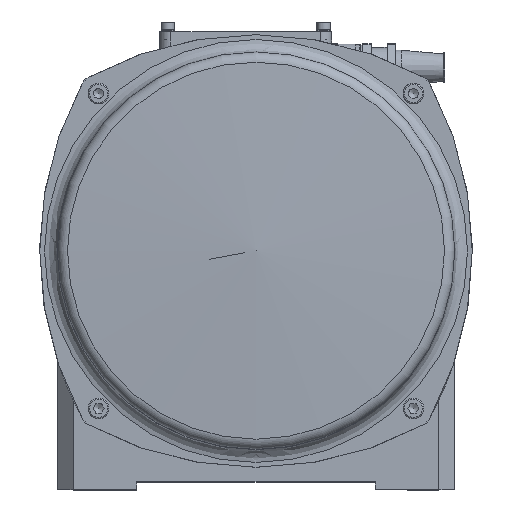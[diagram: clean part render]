
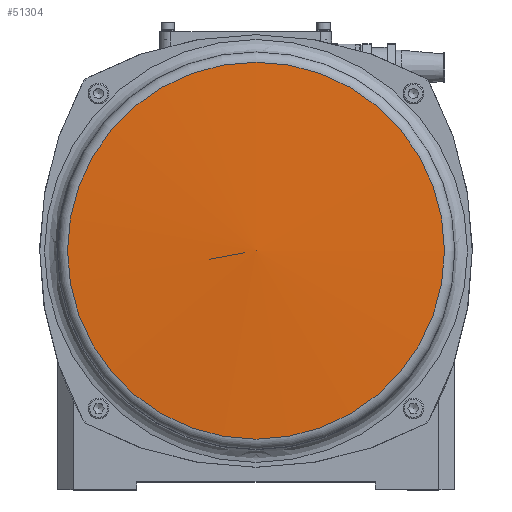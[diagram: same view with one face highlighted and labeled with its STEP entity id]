
A CAD part, top view. The second image highlights one B-rep face of the part: STEP entity #51304.
In plain terms, the highlighted spherical face has radius 1502 mm.
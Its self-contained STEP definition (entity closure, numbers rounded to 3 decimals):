
#51288=CARTESIAN_POINT('',(0.0,-1.25,-1283.2));
#51289=DIRECTION('',(0.0,0.0,1.0));
#51290=DIRECTION('',(1.0,0.0,0.0));
#51291=AXIS2_PLACEMENT_3D('',#51288,#51289,#51290);
#51292=SPHERICAL_SURFACE('',#51291,1502.);
#51293=CARTESIAN_POINT('',(0.,-119.803,214.114));
#51294=VERTEX_POINT('',#51293);
#51295=CARTESIAN_POINT('',(0.0,-1.25,214.114));
#51296=DIRECTION('',(0.0,0.0,-1.0));
#51297=DIRECTION('',(0.0,1.0,0.0));
#51298=AXIS2_PLACEMENT_3D('',#51295,#51296,#51297);
#51299=CIRCLE('',#51298,118.553);
#51300=EDGE_CURVE('',#51294,#51294,#51299,.T.);
#51301=ORIENTED_EDGE('',*,*,#51300,.F.);
#51302=EDGE_LOOP('',(#51301));
#51303=FACE_OUTER_BOUND('',#51302,.T.);
#51304=ADVANCED_FACE('',(#51303),#51292,.T.);
